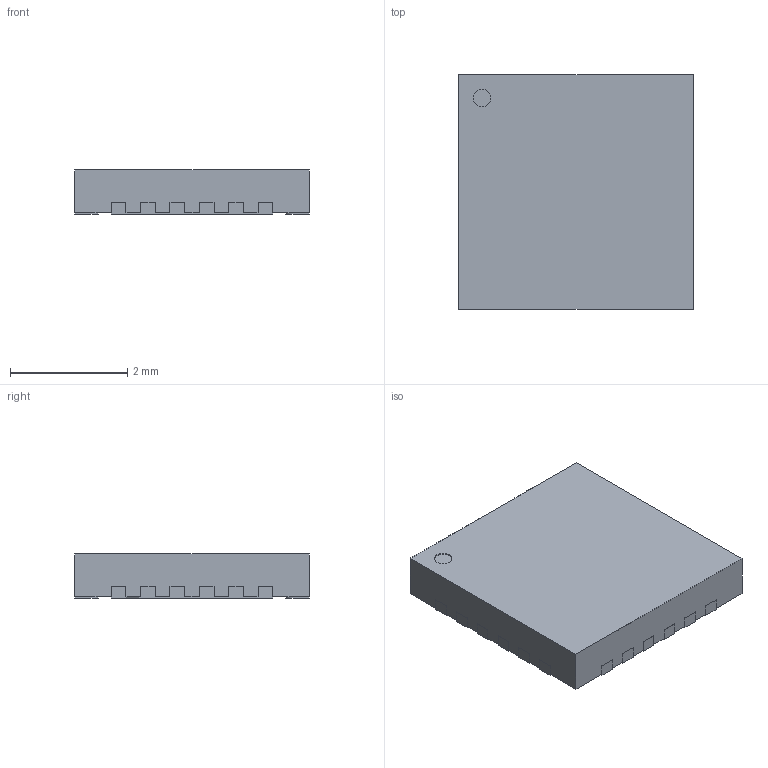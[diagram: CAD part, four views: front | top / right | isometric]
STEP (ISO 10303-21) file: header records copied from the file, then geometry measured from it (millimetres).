
FILE_DESCRIPTION (( 'STEP AP214' ), '1' );
FILE_NAME ('HWQFN-24_L4.0-W4.0-P0.50-TL-EP2.5.STEP', '2022-04-10T01:20:03', ( 'Sky123.Org' ), ( 'Sky123.Org' ), 'SwSTEP 2.0', 'SolidWorks 2017', '' );
FILE_SCHEMA (( 'AUTOMOTIVE_DESIGN' ));
Length unit declared in the file: millimetre
Products named in the file (1): HWQFN-24_L4.0-W4.0-P0.50-TL-EP2.5
Bounding box: 4 x 4 x 0.75 mm (x, y, z)
Volume: 11.8 mm3; surface area: 44.6 mm2
Topology: 1 solids, 1 shells, 218 faces, 621 edges, 414 vertices
Faces by surface type: plane 178, cylinder 26, bspline 14
Entity records: 9502 total; most frequent: CARTESIAN_POINT 2052, ORIENTED_EDGE 1242, DIRECTION 1055, EDGE_CURVE 621, VECTOR 541, LINE 541, VERTEX_POINT 414, AXIS2_PLACEMENT_3D 257
